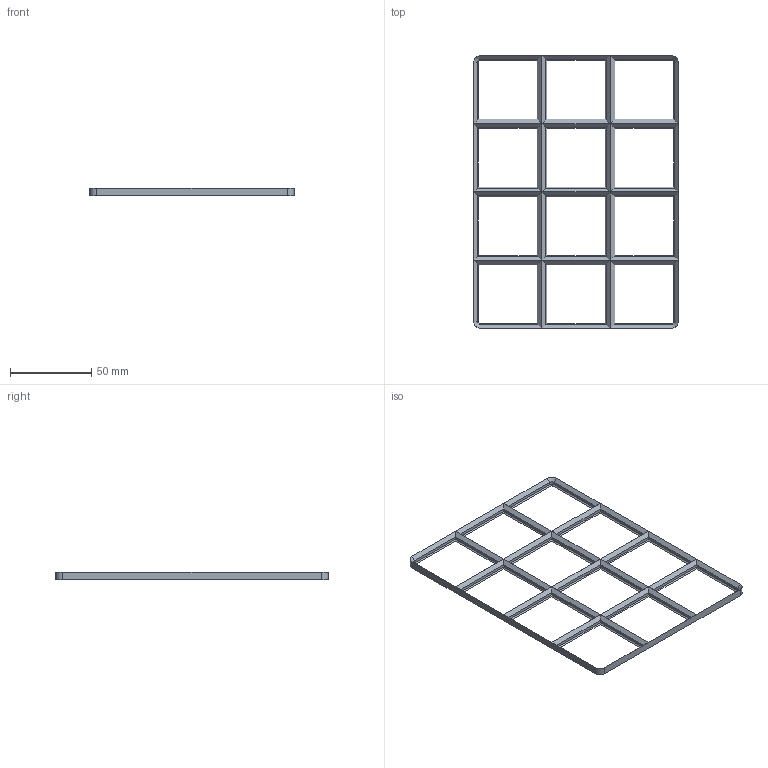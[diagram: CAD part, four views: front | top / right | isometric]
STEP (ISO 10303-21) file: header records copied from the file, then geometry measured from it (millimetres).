
FILE_DESCRIPTION (( 'STEP AP214' ), '1' );
FILE_NAME ('baseplate-3-4.STEP', '2025-09-18T19:08:24', ( '' ), ( '' ), 'SwSTEP 2.0', 'SolidWorks 2024', '' );
FILE_SCHEMA (( 'AUTOMOTIVE_DESIGN' ));
Length unit declared in the file: millimetre
Products named in the file (1): baseplate-3-4
Bounding box: 126 x 168 x 4.65 mm (x, y, z)
Volume: 15178.9 mm3; surface area: 18853.3 mm2
Topology: 1 solids, 1 shells, 165 faces, 363 edges, 188 vertices
Faces by surface type: plane 149, cylinder 8, cone 8
Entity records: 4312 total; most frequent: ORIENTED_EDGE 726, CARTESIAN_POINT 717, DIRECTION 715, EDGE_CURVE 363, VECTOR 343, LINE 343, VERTEX_POINT 188, AXIS2_PLACEMENT_3D 186
